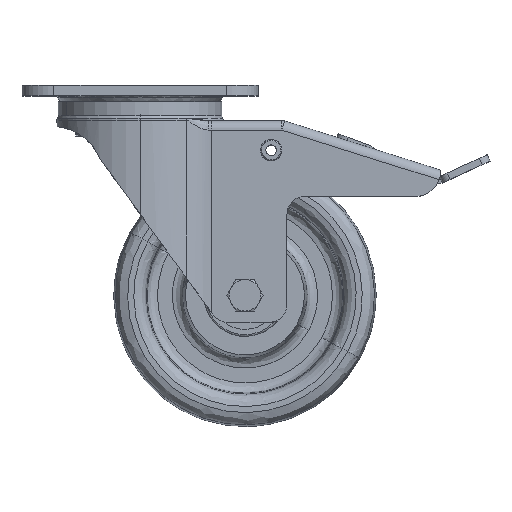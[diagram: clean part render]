
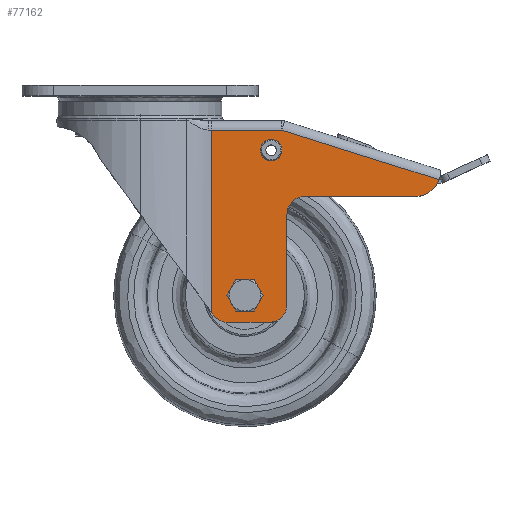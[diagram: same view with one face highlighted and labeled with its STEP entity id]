
A CAD part, top view. The second image highlights one B-rep face of the part: STEP entity #77162.
In plain terms, the highlighted planar face has unit normal (0, 0, 1).
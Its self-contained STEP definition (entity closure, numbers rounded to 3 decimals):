
#93 = VERTEX_POINT ( 'NONE', #25996 ) ;
#547 = EDGE_CURVE ( 'NONE', #21642, #13586, #45171, .T. ) ;
#1788 = EDGE_LOOP ( 'NONE', ( #2414, #40154 ) ) ;
#2414 = ORIENTED_EDGE ( 'NONE', *, *, #27827, .T. ) ;
#3469 = ORIENTED_EDGE ( 'NONE', *, *, #75964, .T. ) ;
#3761 = VERTEX_POINT ( 'NONE', #14964 ) ;
#5311 = AXIS2_PLACEMENT_3D ( 'NONE', #70162, #44716, #9392 ) ;
#7482 = DIRECTION ( 'NONE',  ( 0., 0., -1. ) ) ;
#7982 = EDGE_CURVE ( 'NONE', #8102, #34299, #20652, .T. ) ;
#8102 = VERTEX_POINT ( 'NONE', #38406 ) ;
#8147 = ORIENTED_EDGE ( 'NONE', *, *, #59916, .T. ) ;
#8884 = VERTEX_POINT ( 'NONE', #64514 ) ;
#9063 = CARTESIAN_POINT ( 'NONE',  ( 84., -125.397, 35. ) ) ;
#9392 = DIRECTION ( 'NONE',  ( 0., 1., 0. ) ) ;
#9637 = VECTOR ( 'NONE', #55361, 1000. ) ;
#9730 = ORIENTED_EDGE ( 'NONE', *, *, #68267, .T. ) ;
#10093 = AXIS2_PLACEMENT_3D ( 'NONE', #10632, #69066, #34150 ) ;
#10329 = LINE ( 'NONE', #46060, #53027 ) ;
#10452 = DIRECTION ( 'NONE',  ( -1., 0., 0. ) ) ;
#10632 = CARTESIAN_POINT ( 'NONE',  ( 75., -37., 35. ) ) ;
#11233 = EDGE_CURVE ( 'NONE', #31855, #93, #13356, .T. ) ;
#11301 = VERTEX_POINT ( 'NONE', #44356 ) ;
#11366 = VERTEX_POINT ( 'NONE', #51411 ) ;
#11482 = VECTOR ( 'NONE', #41033, 1000. ) ;
#11592 = CIRCLE ( 'NONE', #5311, 15. ) ;
#11810 = CIRCLE ( 'NONE', #60663, 10. ) ;
#12581 = DIRECTION ( 'NONE',  ( -1., 0., 0. ) ) ;
#13356 = LINE ( 'NONE', #66303, #9637 ) ;
#13414 = EDGE_CURVE ( 'NONE', #76166, #3761, #11810, .T. ) ;
#13586 = VERTEX_POINT ( 'NONE', #19010 ) ;
#14964 = CARTESIAN_POINT ( 'NONE',  ( 50., -135.397, 35. ) ) ;
#16775 = CIRCLE ( 'NONE', #26795, 6.1 ) ;
#17645 = EDGE_CURVE ( 'NONE', #93, #40262, #11592, .T. ) ;
#18223 = AXIS2_PLACEMENT_3D ( 'NONE', #45178, #56581, #44004 ) ;
#18789 = CARTESIAN_POINT ( 'NONE',  ( 41.901, -131.262, 35. ) ) ;
#18996 = CARTESIAN_POINT ( 'NONE',  ( 94., -63.5, 35. ) ) ;
#19010 = CARTESIAN_POINT ( 'NONE',  ( 68.85, -37., 35. ) ) ;
#19300 = CARTESIAN_POINT ( 'NONE',  ( 94., -73.5, 35. ) ) ;
#19576 = EDGE_CURVE ( 'NONE', #74396, #8884, #34364, .T. ) ;
#19732 = DIRECTION ( 'NONE',  ( -1., 0., 0. ) ) ;
#20399 = CARTESIAN_POINT ( 'NONE',  ( 60., -120., 35. ) ) ;
#20652 = CIRCLE ( 'NONE', #34435, 10. ) ;
#20941 = AXIS2_PLACEMENT_3D ( 'NONE', #71082, #66312, #12581 ) ;
#21642 = VERTEX_POINT ( 'NONE', #37268 ) ;
#25119 = CARTESIAN_POINT ( 'NONE',  ( 84., -73.5, 35. ) ) ;
#25552 = ORIENTED_EDGE ( 'NONE', *, *, #37274, .T. ) ;
#25717 = DIRECTION ( 'NONE',  ( 1., 0., 0. ) ) ;
#25916 = DIRECTION ( 'NONE',  ( 0., 1., 0. ) ) ;
#25996 = CARTESIAN_POINT ( 'NONE',  ( 157., -63.5, 35. ) ) ;
#26186 = LINE ( 'NONE', #50175, #59628 ) ;
#26249 = DIRECTION ( 'NONE',  ( -1., 0., 0. ) ) ;
#26795 = AXIS2_PLACEMENT_3D ( 'NONE', #54328, #54704, #19732 ) ;
#27680 = CARTESIAN_POINT ( 'NONE',  ( 50., -125.397, 35. ) ) ;
#27827 = EDGE_CURVE ( 'NONE', #11366, #61761, #63159, .T. ) ;
#29291 = ORIENTED_EDGE ( 'NONE', *, *, #64751, .T. ) ;
#29320 = AXIS2_PLACEMENT_3D ( 'NONE', #20399, #7482, #26249 ) ;
#31031 = FACE_OUTER_BOUND ( 'NONE', #76581, .T. ) ;
#31855 = VERTEX_POINT ( 'NONE', #18996 ) ;
#33350 = LINE ( 'NONE', #70240, #49368 ) ;
#34150 = DIRECTION ( 'NONE',  ( -1., 0., 0. ) ) ;
#34299 = VERTEX_POINT ( 'NONE', #9063 ) ;
#34364 = LINE ( 'NONE', #71609, #11482 ) ;
#34435 = AXIS2_PLACEMENT_3D ( 'NONE', #63645, #46430, #34990 ) ;
#34990 = DIRECTION ( 'NONE',  ( -1., 0., 0. ) ) ;
#35734 = CARTESIAN_POINT ( 'NONE',  ( 40.697, -25.5, 35. ) ) ;
#36959 = FACE_BOUND ( 'NONE', #75555, .T. ) ;
#37268 = CARTESIAN_POINT ( 'NONE',  ( 81.15, -37., 35. ) ) ;
#37274 = EDGE_CURVE ( 'NONE', #13586, #21642, #54823, .T. ) ;
#38406 = CARTESIAN_POINT ( 'NONE',  ( 74., -135.397, 35. ) ) ;
#38780 = DIRECTION ( 'NONE',  ( -0.954, 0.301, 0. ) ) ;
#39945 = LINE ( 'NONE', #52141, #69808 ) ;
#40154 = ORIENTED_EDGE ( 'NONE', *, *, #46543, .T. ) ;
#40262 = VERTEX_POINT ( 'NONE', #64908 ) ;
#40370 = CARTESIAN_POINT ( 'NONE',  ( 66.1, -120., 35. ) ) ;
#41033 = DIRECTION ( 'NONE',  ( 0., -1., 0. ) ) ;
#44004 = DIRECTION ( 'NONE',  ( 0., 1., 0. ) ) ;
#44356 = CARTESIAN_POINT ( 'NONE',  ( 80.989, -25.5, 35. ) ) ;
#44716 = DIRECTION ( 'NONE',  ( 0., 0., 1. ) ) ;
#45171 = CIRCLE ( 'NONE', #10093, 6.15 ) ;
#45178 = CARTESIAN_POINT ( 'NONE',  ( 0., -19.781, 35. ) ) ;
#45559 = ORIENTED_EDGE ( 'NONE', *, *, #547, .T. ) ;
#45925 = ORIENTED_EDGE ( 'NONE', *, *, #17645, .T. ) ;
#46060 = CARTESIAN_POINT ( 'NONE',  ( 0., -135.397, 35. ) ) ;
#46430 = DIRECTION ( 'NONE',  ( 0., 0., 1. ) ) ;
#46543 = EDGE_CURVE ( 'NONE', #61761, #11366, #16775, .T. ) ;
#47657 = EDGE_CURVE ( 'NONE', #67870, #31855, #59907, .T. ) ;
#49368 = VECTOR ( 'NONE', #51084, 1000. ) ;
#50175 = CARTESIAN_POINT ( 'NONE',  ( 0., -25.5, 35. ) ) ;
#51084 = DIRECTION ( 'NONE',  ( 0., 1., 0. ) ) ;
#51411 = CARTESIAN_POINT ( 'NONE',  ( 53.9, -120., 35. ) ) ;
#52141 = CARTESIAN_POINT ( 'NONE',  ( 171.002, -53.881, 35. ) ) ;
#52299 = ORIENTED_EDGE ( 'NONE', *, *, #13414, .T. ) ;
#53027 = VECTOR ( 'NONE', #25717, 1000. ) ;
#54328 = CARTESIAN_POINT ( 'NONE',  ( 60., -120., 35. ) ) ;
#54704 = DIRECTION ( 'NONE',  ( 0., 0., -1. ) ) ;
#54823 = CIRCLE ( 'NONE', #20941, 6.15 ) ;
#55042 = FACE_BOUND ( 'NONE', #1788, .T. ) ;
#55361 = DIRECTION ( 'NONE',  ( 1., 0., 0. ) ) ;
#56581 = DIRECTION ( 'NONE',  ( 0., 0., 1. ) ) ;
#56612 = ORIENTED_EDGE ( 'NONE', *, *, #11233, .T. ) ;
#59628 = VECTOR ( 'NONE', #74133, 1000. ) ;
#59907 = CIRCLE ( 'NONE', #76170, 10. ) ;
#59916 = EDGE_CURVE ( 'NONE', #40262, #11301, #39945, .T. ) ;
#60226 = ORIENTED_EDGE ( 'NONE', *, *, #19576, .T. ) ;
#60329 = ORIENTED_EDGE ( 'NONE', *, *, #66073, .T. ) ;
#60663 = AXIS2_PLACEMENT_3D ( 'NONE', #27680, #69707, #10452 ) ;
#61761 = VERTEX_POINT ( 'NONE', #40370 ) ;
#62438 = DIRECTION ( 'NONE',  ( 0., 0., -1. ) ) ;
#63159 = CIRCLE ( 'NONE', #29320, 6.1 ) ;
#63222 = DIRECTION ( 'NONE',  ( 0.587, -0.81, 0. ) ) ;
#63645 = CARTESIAN_POINT ( 'NONE',  ( 74., -125.397, 35. ) ) ;
#64407 = ORIENTED_EDGE ( 'NONE', *, *, #47657, .T. ) ;
#64514 = CARTESIAN_POINT ( 'NONE',  ( 40.697, -129.6, 35. ) ) ;
#64751 = EDGE_CURVE ( 'NONE', #8884, #76166, #73480, .T. ) ;
#64908 = CARTESIAN_POINT ( 'NONE',  ( 171.002, -53.881, 35. ) ) ;
#66073 = EDGE_CURVE ( 'NONE', #3761, #8102, #10329, .T. ) ;
#66303 = CARTESIAN_POINT ( 'NONE',  ( 0., -63.5, 35. ) ) ;
#66312 = DIRECTION ( 'NONE',  ( 0., 0., -1. ) ) ;
#67870 = VERTEX_POINT ( 'NONE', #25119 ) ;
#68267 = EDGE_CURVE ( 'NONE', #11301, #74396, #26186, .T. ) ;
#69066 = DIRECTION ( 'NONE',  ( 0., 0., -1. ) ) ;
#69707 = DIRECTION ( 'NONE',  ( 0., 0., 1. ) ) ;
#69808 = VECTOR ( 'NONE', #38780, 1000. ) ;
#70162 = CARTESIAN_POINT ( 'NONE',  ( 157., -48.5, 35. ) ) ;
#70240 = CARTESIAN_POINT ( 'NONE',  ( 84., -19.781, 35. ) ) ;
#70873 = VECTOR ( 'NONE', #63222, 1000. ) ;
#71082 = CARTESIAN_POINT ( 'NONE',  ( 75., -37., 35. ) ) ;
#71609 = CARTESIAN_POINT ( 'NONE',  ( 40.697, -19.781, 35. ) ) ;
#73068 = PLANE ( 'NONE',  #18223 ) ;
#73480 = LINE ( 'NONE', #74264, #70873 ) ;
#73722 = ORIENTED_EDGE ( 'NONE', *, *, #7982, .T. ) ;
#74133 = DIRECTION ( 'NONE',  ( -1., 0., 0. ) ) ;
#74264 = CARTESIAN_POINT ( 'NONE',  ( -23.047, -41.588, 35. ) ) ;
#74396 = VERTEX_POINT ( 'NONE', #35734 ) ;
#75555 = EDGE_LOOP ( 'NONE', ( #25552, #45559 ) ) ;
#75964 = EDGE_CURVE ( 'NONE', #34299, #67870, #33350, .T. ) ;
#76166 = VERTEX_POINT ( 'NONE', #18789 ) ;
#76170 = AXIS2_PLACEMENT_3D ( 'NONE', #19300, #62438, #25916 ) ;
#76581 = EDGE_LOOP ( 'NONE', ( #52299, #60329, #73722, #3469, #64407, #56612, #45925, #8147, #9730, #60226, #29291 ) ) ;
#77162 = ADVANCED_FACE ( 'NONE', ( #36959, #31031, #55042 ), #73068, .T. ) ;
